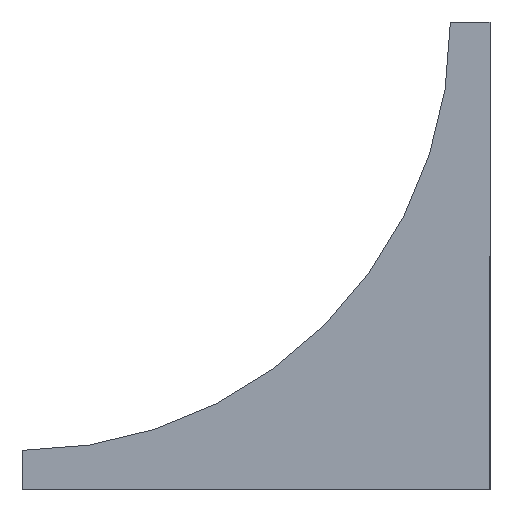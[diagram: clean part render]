
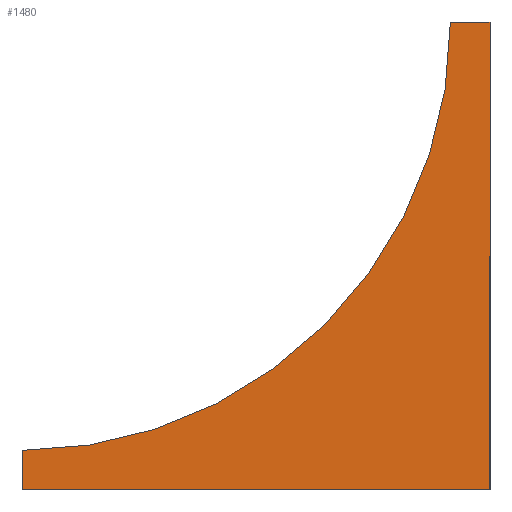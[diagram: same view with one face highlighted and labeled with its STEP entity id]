
A CAD part, left-side view. The second image highlights one B-rep face of the part: STEP entity #1480.
In plain terms, the highlighted planar face has unit normal (-1, 0, 0).
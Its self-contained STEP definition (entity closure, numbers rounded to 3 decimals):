
#114 = CARTESIAN_POINT ( 'NONE',  ( -13.75, 5., 59. ) ) ;
#181 = CARTESIAN_POINT ( 'NONE',  ( -13.75, 59., 0. ) ) ;
#483 = FACE_OUTER_BOUND ( 'NONE', #1452, .T. ) ;
#507 = LINE ( 'NONE', #589, #588 ) ;
#538 = CARTESIAN_POINT ( 'NONE',  ( -13.75, 0., 59. ) ) ;
#544 = DIRECTION ( 'NONE',  ( 0., 0., 1. ) ) ;
#545 = DIRECTION ( 'NONE',  ( -1., 0., 0. ) ) ;
#546 = CARTESIAN_POINT ( 'NONE',  ( -13.75, 0., 0. ) ) ;
#587 = DIRECTION ( 'NONE',  ( 0., -1., 0. ) ) ;
#588 = VECTOR ( 'NONE', #587, 1000. ) ;
#589 = CARTESIAN_POINT ( 'NONE',  ( -13.75, 29.5, 0. ) ) ;
#612 = AXIS2_PLACEMENT_3D ( 'NONE', #546, #545, #544 ) ;
#613 = PLANE ( 'NONE',  #612 ) ;
#648 = VECTOR ( 'NONE', #734, 1000. ) ;
#649 = LINE ( 'NONE', #710, #648 ) ;
#698 = DIRECTION ( 'NONE',  ( 0., 0., 1. ) ) ;
#699 = VECTOR ( 'NONE', #698, 1000. ) ;
#700 = CARTESIAN_POINT ( 'NONE',  ( -13.75, 0., 29.5 ) ) ;
#701 = LINE ( 'NONE', #700, #699 ) ;
#710 = CARTESIAN_POINT ( 'NONE',  ( -13.75, 2.5, 59. ) ) ;
#734 = DIRECTION ( 'NONE',  ( 0., 1., 0. ) ) ;
#1055 = VERTEX_POINT ( 'NONE', #114 ) ;
#1107 = VERTEX_POINT ( 'NONE', #181 ) ;
#1184 = VERTEX_POINT ( 'NONE', #1805 ) ;
#1251 = EDGE_CURVE ( 'NONE', #1055, #1184, #1934, .T. ) ;
#1262 = EDGE_CURVE ( 'NONE', #1184, #1107, #1902, .T. ) ;
#1335 = ORIENTED_EDGE ( 'NONE', *, *, #1251, .T. ) ;
#1340 = VERTEX_POINT ( 'NONE', #2064 ) ;
#1342 = ORIENTED_EDGE ( 'NONE', *, *, #1515, .T. ) ;
#1426 = ORIENTED_EDGE ( 'NONE', *, *, #1454, .T. ) ;
#1427 = ORIENTED_EDGE ( 'NONE', *, *, #1512, .T. ) ;
#1428 = ORIENTED_EDGE ( 'NONE', *, *, #1262, .T. ) ;
#1452 = EDGE_LOOP ( 'NONE', ( #1335, #1428, #1426, #1342, #1427 ) ) ;
#1454 = EDGE_CURVE ( 'NONE', #1107, #1340, #507, .T. ) ;
#1480 = ADVANCED_FACE ( 'NONE', ( #483 ), #613, .T. ) ;
#1500 = VERTEX_POINT ( 'NONE', #538 ) ;
#1512 = EDGE_CURVE ( 'NONE', #1500, #1055, #649, .T. ) ;
#1515 = EDGE_CURVE ( 'NONE', #1340, #1500, #701, .T. ) ;
#1805 = CARTESIAN_POINT ( 'NONE',  ( -13.75, 59., 5. ) ) ;
#1889 = AXIS2_PLACEMENT_3D ( 'NONE', #1891, #1922, #1921 ) ;
#1891 = CARTESIAN_POINT ( 'NONE',  ( -13.75, 59., 59. ) ) ;
#1900 = DIRECTION ( 'NONE',  ( 0., 0., -1. ) ) ;
#1901 = VECTOR ( 'NONE', #1900, 1000. ) ;
#1902 = LINE ( 'NONE', #1931, #1901 ) ;
#1921 = DIRECTION ( 'NONE',  ( 0., 0., 1. ) ) ;
#1922 = DIRECTION ( 'NONE',  ( 1., 0., 0. ) ) ;
#1931 = CARTESIAN_POINT ( 'NONE',  ( -13.75, 59., 29.5 ) ) ;
#1934 = CIRCLE ( 'NONE', #1889, 54. ) ;
#2064 = CARTESIAN_POINT ( 'NONE',  ( -13.75, 0., 0. ) ) ;
